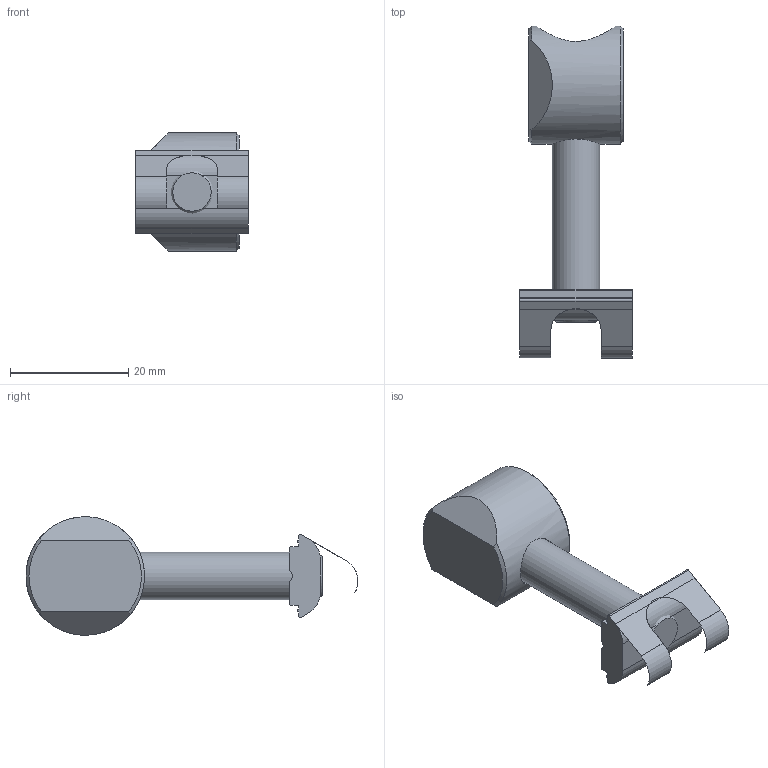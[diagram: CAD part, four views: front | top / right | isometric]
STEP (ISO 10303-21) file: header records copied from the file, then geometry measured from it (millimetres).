
FILE_DESCRIPTION(/* description */ (''),/* implementation_level */ '2;1');
FILE_NAME(/* name */ '312040.10.stp',/* time_stamp */ '2022-08-10T13:52:29+02:00',/* author */ ('aluteckkpl_am'),/* organization */ (''),/* preprocessor_version */ 'ST-DEVELOPER v18.1',/* originating_system */ 'Autodesk Inventor 2021',/* authorisation */ '');
FILE_SCHEMA (('CONFIG_CONTROL_DESIGN'));
Length unit declared in the file: millimetre
Products named in the file (3): 312040.10_TOP; 312040.10; 210062
Assembly tree (2 placements, depth 2):
  312040.10_TOP
    312040.10
    210062
Bounding box: 19 x 56.04 x 20 mm (x, y, z)
Volume: 6555.3 mm3; surface area: 4845.9 mm2
Topology: 3 solids, 4 shells, 87 faces, 253 edges, 173 vertices
Faces by surface type: plane 53, cylinder 27, cone 5, torus 2
Full cylindrical faces by diameter (mm): 4.917 x1, 8 x1, 8.4 x1, 13 x1, 13.5 x1, 20 x1
Entity records: 3133 total; most frequent: CARTESIAN_POINT 647, ORIENTED_EDGE 492, DIRECTION 491, EDGE_CURVE 252, VERTEX_POINT 173, AXIS2_PLACEMENT_3D 169, LINE 153, VECTOR 153
